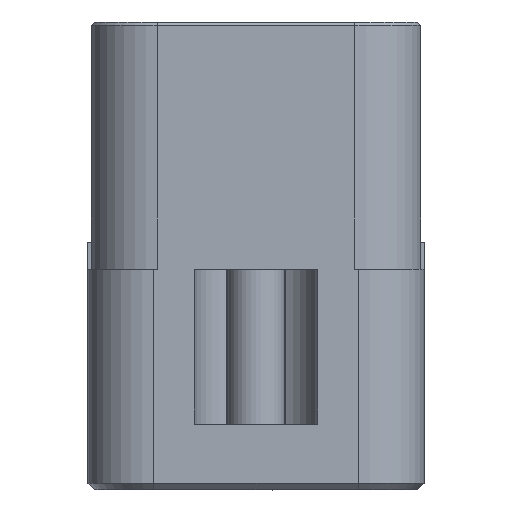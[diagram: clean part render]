
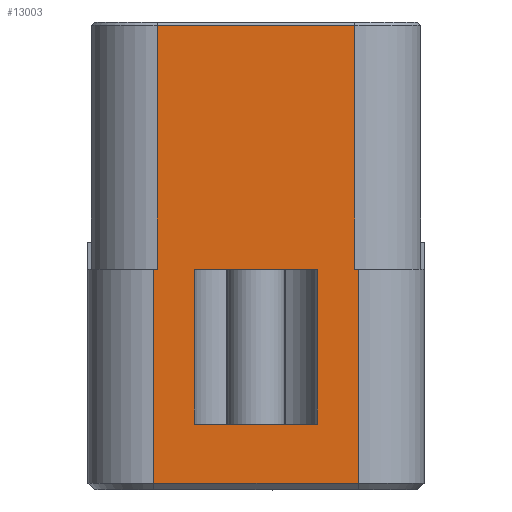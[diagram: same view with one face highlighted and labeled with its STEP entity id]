
A CAD part, left-side view. The second image highlights one B-rep face of the part: STEP entity #13003.
In plain terms, the highlighted planar face has unit normal (-1, 0, 0).
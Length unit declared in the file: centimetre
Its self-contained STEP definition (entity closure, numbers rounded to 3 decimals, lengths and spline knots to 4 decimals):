
#1516 = EDGE_LOOP ( 'NONE', ( #9570, #9560, #9557, #9555, #9554, #9551, #9549, #9547 ) ) ;
#1517 = EDGE_LOOP ( 'NONE', ( #9544, #9541, #9539, #9526 ) ) ;
#3642 = DIRECTION ( 'NONE',  ( 0., 1., 0. ) ) ;
#3652 = CARTESIAN_POINT ( 'NONE',  ( -3.3655, 0., -0.9525 ) ) ;
#3664 = CARTESIAN_POINT ( 'NONE',  ( -3.3655, 0.2375, 0. ) ) ;
#3675 = CARTESIAN_POINT ( 'NONE',  ( -3.3655, 0., -0.9525 ) ) ;
#3678 = DIRECTION ( 'NONE',  ( 0., 0., 1. ) ) ;
#3681 = CARTESIAN_POINT ( 'NONE',  ( -3.3655, 0., -1.5494 ) ) ;
#3690 = DIRECTION ( 'NONE',  ( 0., -1., 0. ) ) ;
#3693 = CARTESIAN_POINT ( 'NONE',  ( -3.3655, -0.2375, 0. ) ) ;
#3696 = DIRECTION ( 'NONE',  ( 0., 0., -1. ) ) ;
#3699 = DIRECTION ( 'NONE',  ( 0., 1., 0. ) ) ;
#3702 = DIRECTION ( 'NONE',  ( 0., 1., 0. ) ) ;
#3704 = CARTESIAN_POINT ( 'NONE',  ( -3.3655, 0., -0.0127 ) ) ;
#3708 = CARTESIAN_POINT ( 'NONE',  ( -3.3655, 0.381, 0. ) ) ;
#3709 = DIRECTION ( 'NONE',  ( 0., 0., -1. ) ) ;
#3725 = CARTESIAN_POINT ( 'NONE',  ( -3.3655, -0.381, 0. ) ) ;
#3727 = DIRECTION ( 'NONE',  ( 0., 0., 1. ) ) ;
#3736 = DIRECTION ( 'NONE',  ( 0., 1., 0. ) ) ;
#3742 = CARTESIAN_POINT ( 'NONE',  ( -3.3655, 0., -0.9525 ) ) ;
#4399 = LINE ( 'NONE', #3652, #4408 ) ;
#4408 = VECTOR ( 'NONE', #3642, 100. ) ;
#4409 = LINE ( 'NONE', #3664, #4415 ) ;
#4414 = LINE ( 'NONE', #3675, #4421 ) ;
#4415 = VECTOR ( 'NONE', #3678, 100. ) ;
#4418 = LINE ( 'NONE', #3681, #4427 ) ;
#4420 = LINE ( 'NONE', #3693, #4423 ) ;
#4421 = VECTOR ( 'NONE', #3690, 100. ) ;
#4423 = VECTOR ( 'NONE', #3696, 100. ) ;
#4427 = VECTOR ( 'NONE', #3699, 100. ) ;
#4429 = LINE ( 'NONE', #3704, #4431 ) ;
#4431 = VECTOR ( 'NONE', #3702, 100. ) ;
#4432 = LINE ( 'NONE', #3708, #4434 ) ;
#4433 = LINE ( 'NONE', #3725, #4436 ) ;
#4434 = VECTOR ( 'NONE', #3709, 100. ) ;
#4436 = VECTOR ( 'NONE', #3727, 100. ) ;
#4439 = LINE ( 'NONE', #3742, #4443 ) ;
#4443 = VECTOR ( 'NONE', #3736, 100. ) ;
#5201 = EDGE_CURVE ( 'NONE', #20369, #20374, #4399, .T. ) ;
#5205 = EDGE_CURVE ( 'NONE', #20371, #20375, #4409, .T. ) ;
#5208 = EDGE_CURVE ( 'NONE', #20375, #20377, #4414, .T. ) ;
#5209 = EDGE_CURVE ( 'NONE', #20377, #20378, #4420, .T. ) ;
#5211 = EDGE_CURVE ( 'NONE', #20378, #20371, #4418, .T. ) ;
#5214 = EDGE_CURVE ( 'NONE', #20232, #20231, #4429, .T. ) ;
#5216 = EDGE_CURVE ( 'NONE', #20231, #20383, #4432, .T. ) ;
#5217 = EDGE_CURVE ( 'NONE', #20374, #20232, #4433, .T. ) ;
#5221 = EDGE_CURVE ( 'NONE', #20383, #20382, #4439, .T. ) ;
#6802 = LINE ( 'NONE', #8122, #6805 ) ;
#6805 = VECTOR ( 'NONE', #8123, 100. ) ;
#6806 = LINE ( 'NONE', #8115, #6808 ) ;
#6807 = LINE ( 'NONE', #8129, #6810 ) ;
#6808 = VECTOR ( 'NONE', #8116, 100. ) ;
#6810 = VECTOR ( 'NONE', #8130, 100. ) ;
#7430 = CARTESIAN_POINT ( 'NONE',  ( -3.3655, 0.381, -0.0127 ) ) ;
#7431 = CARTESIAN_POINT ( 'NONE',  ( -3.3655, -0.381, -0.0127 ) ) ;
#7568 = CARTESIAN_POINT ( 'NONE',  ( -3.3655, -0.3937, -0.9525 ) ) ;
#7570 = CARTESIAN_POINT ( 'NONE',  ( -3.3655, 0.2375, -1.5494 ) ) ;
#7573 = CARTESIAN_POINT ( 'NONE',  ( -3.3655, -0.381, -0.9525 ) ) ;
#7574 = CARTESIAN_POINT ( 'NONE',  ( -3.3655, 0.2375, -0.9525 ) ) ;
#7576 = CARTESIAN_POINT ( 'NONE',  ( -3.3655, -0.2375, -0.9525 ) ) ;
#7577 = CARTESIAN_POINT ( 'NONE',  ( -3.3655, -0.2375, -1.5494 ) ) ;
#7581 = CARTESIAN_POINT ( 'NONE',  ( -3.3655, 0.3937, -0.9525 ) ) ;
#7582 = CARTESIAN_POINT ( 'NONE',  ( -3.3655, 0.381, -0.9525 ) ) ;
#7720 = CARTESIAN_POINT ( 'NONE',  ( -3.3655, -0.3937, -1.778 ) ) ;
#7723 = CARTESIAN_POINT ( 'NONE',  ( -3.3655, 0.3937, -1.778 ) ) ;
#8115 = CARTESIAN_POINT ( 'NONE',  ( -3.3655, 0.3937, -1.8034 ) ) ;
#8116 = DIRECTION ( 'NONE',  ( 0., 0., 1. ) ) ;
#8122 = CARTESIAN_POINT ( 'NONE',  ( -3.3655, -0.3937, 0. ) ) ;
#8123 = DIRECTION ( 'NONE',  ( 0., 0., 1. ) ) ;
#8129 = CARTESIAN_POINT ( 'NONE',  ( -3.3655, 0., -1.778 ) ) ;
#8130 = DIRECTION ( 'NONE',  ( 0., 1., 0. ) ) ;
#9526 = ORIENTED_EDGE ( 'NONE', *, *, #5208, .T. ) ;
#9539 = ORIENTED_EDGE ( 'NONE', *, *, #5205, .T. ) ;
#9541 = ORIENTED_EDGE ( 'NONE', *, *, #5211, .T. ) ;
#9544 = ORIENTED_EDGE ( 'NONE', *, *, #5209, .T. ) ;
#9547 = ORIENTED_EDGE ( 'NONE', *, *, #21100, .T. ) ;
#9549 = ORIENTED_EDGE ( 'NONE', *, *, #21103, .F. ) ;
#9551 = ORIENTED_EDGE ( 'NONE', *, *, #21102, .F. ) ;
#9554 = ORIENTED_EDGE ( 'NONE', *, *, #5221, .T. ) ;
#9555 = ORIENTED_EDGE ( 'NONE', *, *, #5216, .T. ) ;
#9557 = ORIENTED_EDGE ( 'NONE', *, *, #5214, .T. ) ;
#9560 = ORIENTED_EDGE ( 'NONE', *, *, #5217, .T. ) ;
#9570 = ORIENTED_EDGE ( 'NONE', *, *, #5201, .T. ) ;
#11532 = AXIS2_PLACEMENT_3D ( 'NONE', #22891, #22901, #22902 ) ;
#12148 = FACE_OUTER_BOUND ( 'NONE', #1516, .T. ) ;
#12154 = FACE_BOUND ( 'NONE', #1517, .T. ) ;
#13003 = ADVANCED_FACE ( 'NONE', ( #12148, #12154 ), #22899, .T. ) ;
#20231 = VERTEX_POINT ( 'NONE', #7430 ) ;
#20232 = VERTEX_POINT ( 'NONE', #7431 ) ;
#20369 = VERTEX_POINT ( 'NONE', #7568 ) ;
#20371 = VERTEX_POINT ( 'NONE', #7570 ) ;
#20374 = VERTEX_POINT ( 'NONE', #7573 ) ;
#20375 = VERTEX_POINT ( 'NONE', #7574 ) ;
#20377 = VERTEX_POINT ( 'NONE', #7576 ) ;
#20378 = VERTEX_POINT ( 'NONE', #7577 ) ;
#20382 = VERTEX_POINT ( 'NONE', #7581 ) ;
#20383 = VERTEX_POINT ( 'NONE', #7582 ) ;
#20521 = VERTEX_POINT ( 'NONE', #7720 ) ;
#20524 = VERTEX_POINT ( 'NONE', #7723 ) ;
#21100 = EDGE_CURVE ( 'NONE', #20521, #20369, #6802, .T. ) ;
#21102 = EDGE_CURVE ( 'NONE', #20524, #20382, #6806, .T. ) ;
#21103 = EDGE_CURVE ( 'NONE', #20521, #20524, #6807, .T. ) ;
#22891 = CARTESIAN_POINT ( 'NONE',  ( -3.3655, 0., 0. ) ) ;
#22899 = PLANE ( 'NONE',  #11532 ) ;
#22901 = DIRECTION ( 'NONE',  ( -1., 0., 0. ) ) ;
#22902 = DIRECTION ( 'NONE',  ( 0., 0., 1. ) ) ;
